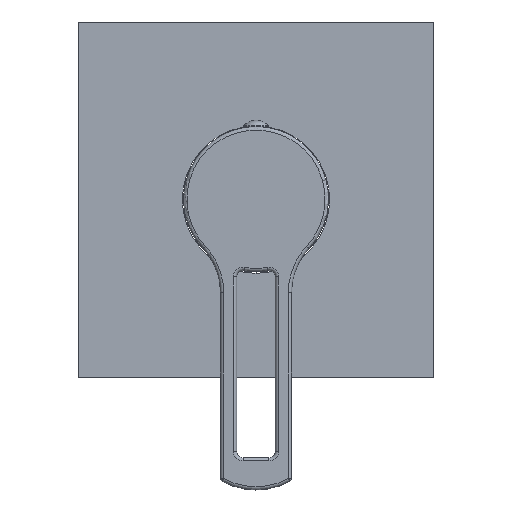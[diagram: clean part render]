
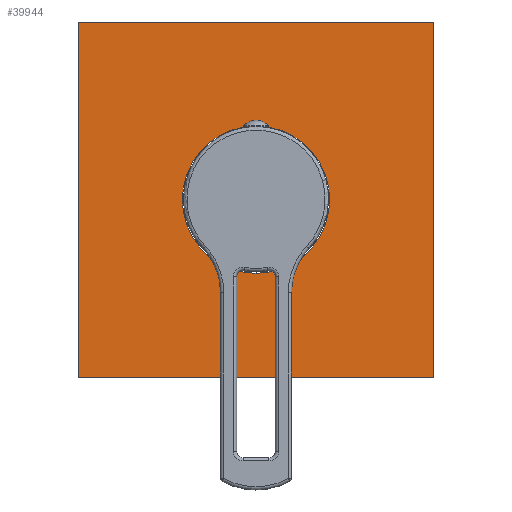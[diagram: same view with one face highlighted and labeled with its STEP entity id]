
A CAD part, top view. The second image highlights one B-rep face of the part: STEP entity #39944.
In plain terms, the highlighted planar face has unit normal (0, 0, 1).
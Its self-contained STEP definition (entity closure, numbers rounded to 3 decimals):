
#39756=DIRECTION('',(0.,1.,0.));
#39757=VECTOR('',#39756,110.);
#39758=CARTESIAN_POINT('',(55.,-55.,46.5));
#39759=LINE('',#39758,#39757);
#39760=DIRECTION('',(1.,0.,0.));
#39761=VECTOR('',#39760,110.);
#39762=CARTESIAN_POINT('',(-55.,-55.,46.5));
#39763=LINE('',#39762,#39761);
#39764=DIRECTION('',(0.,-1.,0.));
#39765=VECTOR('',#39764,110.);
#39766=CARTESIAN_POINT('',(-55.,55.,46.5));
#39767=LINE('',#39766,#39765);
#39768=DIRECTION('',(-1.,0.,0.));
#39769=VECTOR('',#39768,110.);
#39770=CARTESIAN_POINT('',(55.,55.,46.5));
#39771=LINE('',#39770,#39769);
#39772=CARTESIAN_POINT('',(0.,0.,46.5));
#39773=DIRECTION('',(0.,0.,-1.));
#39774=DIRECTION('',(-1.,0.,0.));
#39775=AXIS2_PLACEMENT_3D('',#39772,#39773,#39774);
#39777=CARTESIAN_POINT('',(0.,0.,46.5));
#39778=DIRECTION('',(0.,0.,-1.));
#39779=DIRECTION('',(1.,0.,0.));
#39780=AXIS2_PLACEMENT_3D('',#39777,#39778,#39779);
#39802=CARTESIAN_POINT('',(-22.8,0.,46.5));
#39803=CARTESIAN_POINT('',(22.8,0.,46.5));
#39804=VERTEX_POINT('',#39802);
#39805=VERTEX_POINT('',#39803);
#39806=CARTESIAN_POINT('',(55.,-55.,46.5));
#39807=CARTESIAN_POINT('',(55.,55.,46.5));
#39808=VERTEX_POINT('',#39806);
#39809=VERTEX_POINT('',#39807);
#39810=CARTESIAN_POINT('',(-55.,55.,46.5));
#39811=VERTEX_POINT('',#39810);
#39812=CARTESIAN_POINT('',(-55.,-55.,46.5));
#39813=VERTEX_POINT('',#39812);
#39927=CARTESIAN_POINT('',(0.,0.,46.5));
#39928=DIRECTION('',(0.,0.,1.));
#39929=DIRECTION('',(-1.,0.,0.));
#39930=AXIS2_PLACEMENT_3D('',#39927,#39928,#39929);
#39931=PLANE('',#39930);
#39932=ORIENTED_EDGE('',*,*,#39851,.F.);
#39933=ORIENTED_EDGE('',*,*,#39873,.F.);
#39934=ORIENTED_EDGE('',*,*,#39894,.F.);
#39935=ORIENTED_EDGE('',*,*,#39914,.F.);
#39936=EDGE_LOOP('',(#39932,#39933,#39934,#39935));
#39937=FACE_OUTER_BOUND('',#39936,.F.);
#39939=ORIENTED_EDGE('',*,*,#39938,.F.);
#39941=ORIENTED_EDGE('',*,*,#39940,.F.);
#39942=EDGE_LOOP('',(#39939,#39941));
#39943=FACE_BOUND('',#39942,.F.);
#39944=ADVANCED_FACE('',(#39937,#39943),#39931,.T.);
#39776=CIRCLE('',#39775,22.8);
#39781=CIRCLE('',#39780,22.8);
#39851=EDGE_CURVE('',#39808,#39809,#39759,.T.);
#39873=EDGE_CURVE('',#39813,#39808,#39763,.T.);
#39894=EDGE_CURVE('',#39811,#39813,#39767,.T.);
#39914=EDGE_CURVE('',#39809,#39811,#39771,.T.);
#39938=EDGE_CURVE('',#39804,#39805,#39776,.T.);
#39940=EDGE_CURVE('',#39805,#39804,#39781,.T.);
